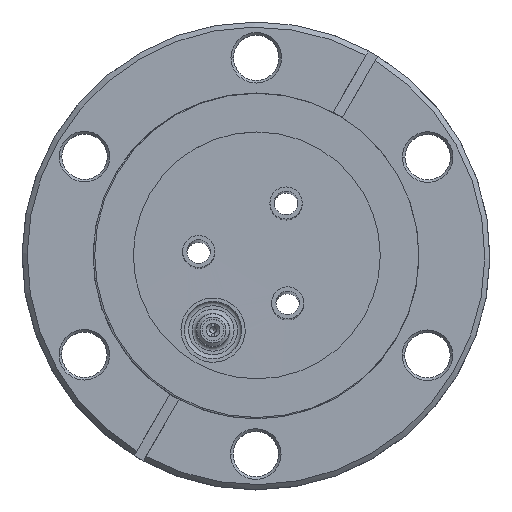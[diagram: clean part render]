
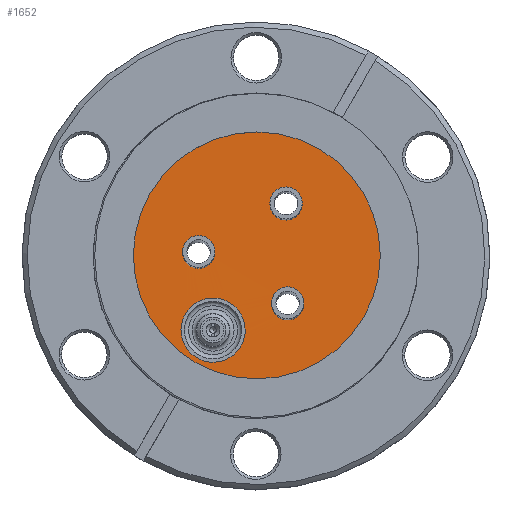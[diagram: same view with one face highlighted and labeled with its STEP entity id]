
A CAD part, top view. The second image highlights one B-rep face of the part: STEP entity #1652.
In plain terms, the highlighted planar face has unit normal (0, 0, 1).
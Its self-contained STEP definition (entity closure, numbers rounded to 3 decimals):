
#29=B_SPLINE_CURVE_WITH_KNOTS('',3,(#4743,#4744,#4745,#4746,#4747,#4748,
#4749,#4750,#4751,#4752,#4753,#4754,#4755,#4756,#4757,#4758,#4759,#4760,
#4761,#4762,#4763,#4764,#4765,#4766,#4767),.UNSPECIFIED.,.T.,.F.,(1,3,3,
3,3,3,3,3,3,3,1),(-0.125,0.,0.125,0.25,0.375,0.5,0.625,0.75,0.875,1.,1.125),
 .UNSPECIFIED.);
#1652=ADVANCED_FACE('',(#1888,#1889,#1890,#1891,#1892),#1795,.T.);
#1795=PLANE('',#3583);
#1888=FACE_BOUND('',#2085,.T.);
#1889=FACE_BOUND('',#2086,.T.);
#1890=FACE_BOUND('',#2087,.T.);
#1891=FACE_BOUND('',#2088,.T.);
#1892=FACE_BOUND('',#2089,.T.);
#2085=EDGE_LOOP('',(#2389));
#2086=EDGE_LOOP('',(#2390));
#2087=EDGE_LOOP('',(#2391));
#2088=EDGE_LOOP('',(#2392));
#2089=EDGE_LOOP('',(#2393,#2394));
#2389=ORIENTED_EDGE('',*,*,#3115,.F.);
#2390=ORIENTED_EDGE('',*,*,#3116,.F.);
#2391=ORIENTED_EDGE('',*,*,#3117,.F.);
#2392=ORIENTED_EDGE('',*,*,#3118,.F.);
#2393=ORIENTED_EDGE('',*,*,#3119,.T.);
#2394=ORIENTED_EDGE('',*,*,#3120,.F.);
#2901=VERTEX_POINT('',#4738);
#2902=VERTEX_POINT('',#4740);
#2903=VERTEX_POINT('',#4742);
#2904=VERTEX_POINT('',#4768);
#2905=VERTEX_POINT('',#4770);
#2906=VERTEX_POINT('',#4771);
#3115=EDGE_CURVE('',#2901,#2901,#3378,.T.);
#3116=EDGE_CURVE('',#2902,#2902,#3379,.T.);
#3117=EDGE_CURVE('',#2903,#2903,#3380,.T.);
#3118=EDGE_CURVE('',#2904,#2904,#29,.T.);
#3119=EDGE_CURVE('',#2905,#2906,#3381,.T.);
#3120=EDGE_CURVE('',#2905,#2906,#3382,.T.);
#3378=CIRCLE('',#3578,2.381);
#3379=CIRCLE('',#3579,2.375);
#3380=CIRCLE('',#3580,2.375);
#3381=CIRCLE('',#3581,20.955);
#3382=CIRCLE('',#3582,20.955);
#3578=AXIS2_PLACEMENT_3D('',#4737,#3994,#3995);
#3579=AXIS2_PLACEMENT_3D('',#4739,#3996,#3997);
#3580=AXIS2_PLACEMENT_3D('',#4741,#3998,#3999);
#3581=AXIS2_PLACEMENT_3D('',#4769,#4000,#4001);
#3582=AXIS2_PLACEMENT_3D('',#4772,#4002,#4003);
#3583=AXIS2_PLACEMENT_3D('',#4773,#4004,#4005);
#3994=DIRECTION('',(0.,0.,1.));
#3995=DIRECTION('',(1.,0.,0.));
#3996=DIRECTION('',(0.,0.,1.));
#3997=DIRECTION('',(1.,0.,0.));
#3998=DIRECTION('',(0.,0.,1.));
#3999=DIRECTION('',(1.,0.,0.));
#4000=DIRECTION('',(0.,0.,1.));
#4001=DIRECTION('',(0.001,1.,0.));
#4002=DIRECTION('',(0.,0.,-1.));
#4003=DIRECTION('',(0.001,1.,0.));
#4004=DIRECTION('',(0.,0.,1.));
#4005=DIRECTION('',(1.,0.,0.));
#4737=CARTESIAN_POINT('',(4.358,7.668,-15.158));
#4738=CARTESIAN_POINT('',(6.739,7.668,-15.158));
#4739=CARTESIAN_POINT('',(4.598,-7.143,-15.158));
#4740=CARTESIAN_POINT('',(4.598,-4.768,-15.158));
#4741=CARTESIAN_POINT('',(-8.584,0.481,-15.158));
#4742=CARTESIAN_POINT('',(-8.584,2.856,-15.158));
#4743=CARTESIAN_POINT('',(-1.704,-11.016,-15.15));
#4744=CARTESIAN_POINT('',(-1.704,-9.755,-15.15));
#4745=CARTESIAN_POINT('',(-2.206,-8.545,-15.15));
#4746=CARTESIAN_POINT('',(-3.097,-7.653,-15.15));
#4747=CARTESIAN_POINT('',(-3.989,-6.762,-15.15));
#4748=CARTESIAN_POINT('',(-5.2,-6.26,-15.15));
#4749=CARTESIAN_POINT('',(-6.461,-6.26,-15.15));
#4750=CARTESIAN_POINT('',(-7.721,-6.26,-15.15));
#4751=CARTESIAN_POINT('',(-8.932,-6.762,-15.15));
#4752=CARTESIAN_POINT('',(-9.824,-7.653,-15.15));
#4753=CARTESIAN_POINT('',(-10.715,-8.544,-15.15));
#4754=CARTESIAN_POINT('',(-11.216,-9.756,-15.15));
#4755=CARTESIAN_POINT('',(-11.217,-11.016,-15.15));
#4756=CARTESIAN_POINT('',(-11.217,-12.277,-15.15));
#4757=CARTESIAN_POINT('',(-10.715,-13.488,-15.15));
#4758=CARTESIAN_POINT('',(-9.824,-14.379,-15.15));
#4759=CARTESIAN_POINT('',(-8.932,-15.271,-15.15));
#4760=CARTESIAN_POINT('',(-7.721,-15.772,-15.15));
#4761=CARTESIAN_POINT('',(-6.461,-15.772,-15.15));
#4762=CARTESIAN_POINT('',(-5.2,-15.773,-15.15));
#4763=CARTESIAN_POINT('',(-3.989,-15.271,-15.15));
#4764=CARTESIAN_POINT('',(-3.097,-14.379,-15.15));
#4765=CARTESIAN_POINT('',(-2.206,-13.488,-15.15));
#4766=CARTESIAN_POINT('',(-1.704,-12.278,-15.15));
#4767=CARTESIAN_POINT('',(-1.704,-11.016,-15.15));
#4768=CARTESIAN_POINT('',(-1.701,-11.016,-15.154));
#4769=CARTESIAN_POINT('',(-0.097,-0.026,-15.158));
#4770=CARTESIAN_POINT('',(-0.071,20.929,-15.158));
#4771=CARTESIAN_POINT('',(-0.123,-20.981,-15.158));
#4772=CARTESIAN_POINT('',(-0.097,-0.026,-15.158));
#4773=CARTESIAN_POINT('',(4.358,7.668,-15.158));
